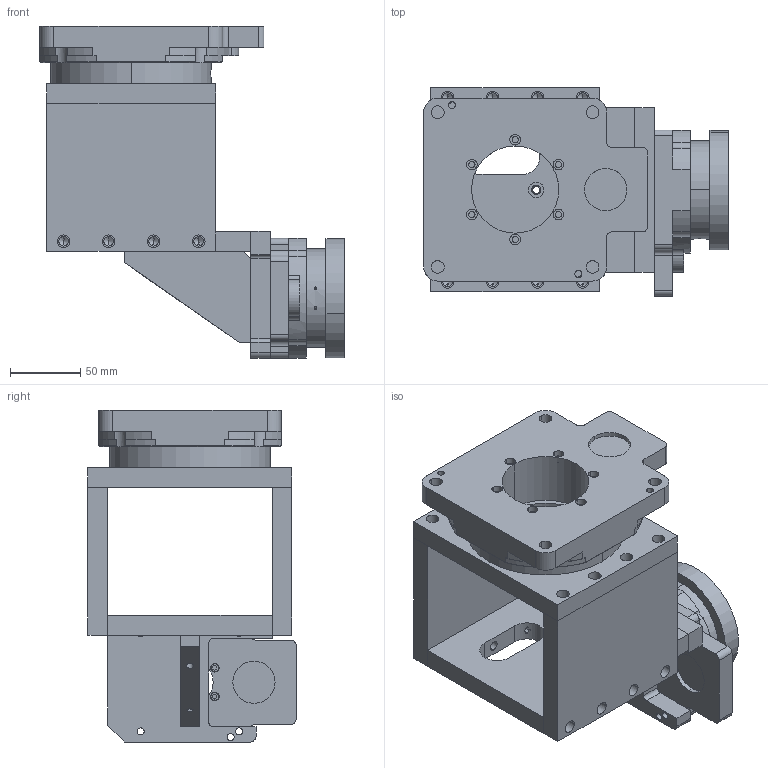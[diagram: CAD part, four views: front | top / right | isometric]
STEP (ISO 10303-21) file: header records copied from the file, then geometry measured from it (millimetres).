
FILE_DESCRIPTION(('FreeCAD Model'),'2;1');
FILE_NAME('Open CASCADE Shape Model','2025-08-19T15:28:04',(''),(''), 'Open CASCADE STEP processor 7.6','FreeCAD','Unknown');
FILE_SCHEMA(('AUTOMOTIVE_DESIGN { 1 0 10303 214 1 1 1 1 }'));
Products named in the file (1): C
Bounding box: 216.5 x 148 x 236 mm (x, y, z)
Volume: 1570469.8 mm3; surface area: 313532.9 mm2
Topology: 9 solids, 15 shells, 738 faces, 1849 edges, 1160 vertices
Faces by surface type: cylinder 433, plane 203, cone 102
Entity records: 49232 total; most frequent: CARTESIAN_POINT 13029, DIRECTION 7073, ORIENTED_EDGE 3522, PCURVE 3522, DEFINITIONAL_REPRESENTATION 3522, LINE 3474, VECTOR 3474, EDGE_CURVE 1761
